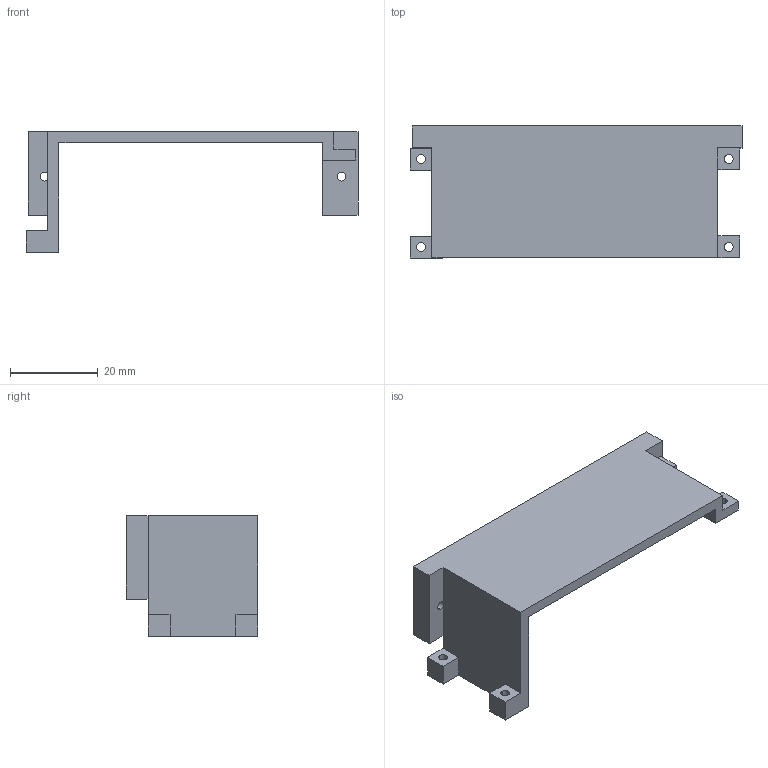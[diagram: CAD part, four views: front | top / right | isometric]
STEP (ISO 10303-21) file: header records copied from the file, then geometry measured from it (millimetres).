
FILE_DESCRIPTION (( 'STEP AP214' ), '1' );
FILE_NAME ('big_servo_joint.STEP', '2017-10-18T03:05:51', ( '' ), ( '' ), 'SwSTEP 2.0', 'SolidWorks 2013', '' );
FILE_SCHEMA (( 'AUTOMOTIVE_DESIGN' ));
Length unit declared in the file: millimetre
Products named in the file (1): big_servo_joint
Bounding box: 75.5 x 30 x 27.5 mm (x, y, z)
Volume: 8346.5 mm3; surface area: 7287.3 mm2
Topology: 1 solids, 1 shells, 42 faces, 120 edges, 79 vertices
Faces by surface type: plane 30, cylinder 12
Entity records: 1424 total; most frequent: CARTESIAN_POINT 242, ORIENTED_EDGE 240, DIRECTION 232, EDGE_CURVE 120, LINE 94, VECTOR 94, VERTEX_POINT 79, AXIS2_PLACEMENT_3D 69
